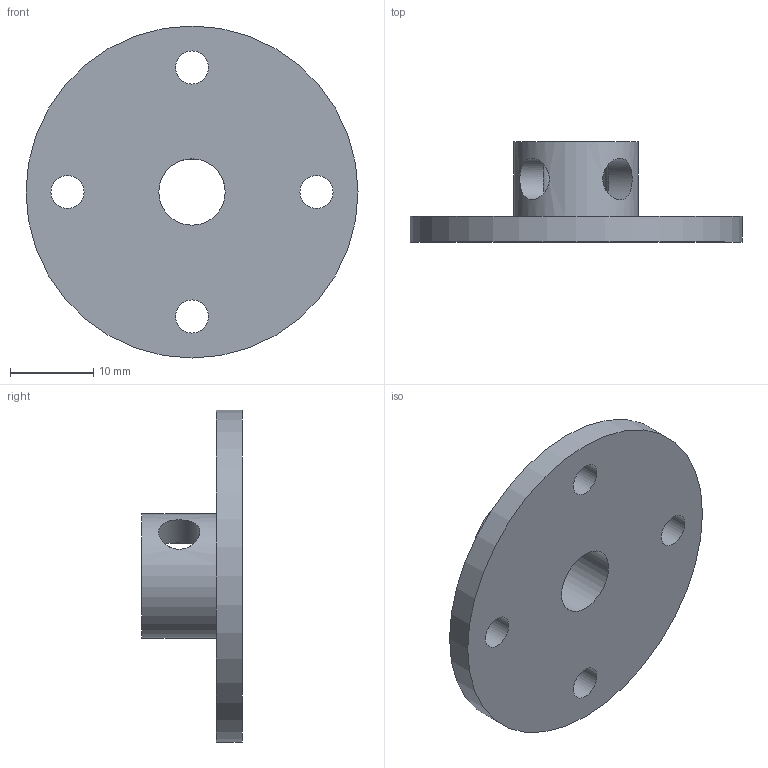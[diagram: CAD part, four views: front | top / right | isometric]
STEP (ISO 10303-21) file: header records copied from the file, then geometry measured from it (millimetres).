
FILE_DESCRIPTION(/* description */ (''),/* implementation_level */ '2;1');
FILE_NAME(/* name */ 'Motor_Hub_40_8.step',/* time_stamp */ '2020-04-03T17:50:25+07:00',/* author */ (''),/* organization */ (''),/* preprocessor_version */ 'ST-DEVELOPER v18',/* originating_system */ 'Autodesk Translation Framework v8.12.0.6',/* authorisation */ '');
FILE_SCHEMA (('AUTOMOTIVE_DESIGN { 1 0 10303 214 3 1 1 }'));
Length unit declared in the file: millimetre
Products named in the file (1): Small Wheel Flange
Bounding box: 40 x 12.1 x 40 mm (x, y, z)
Volume: 4580.6 mm3; surface area: 3621.1 mm2
Topology: 1 solids, 1 shells, 12 faces, 31 edges, 22 vertices
Faces by surface type: cylinder 9, plane 3
Full cylindrical faces by diameter (mm): 4 x4, 5 x2, 8 x1, 15 x1, 40 x1
Entity records: 562 total; most frequent: CARTESIAN_POINT 202, DIRECTION 63, ORIENTED_EDGE 62, EDGE_CURVE 31, EDGE_LOOP 27, AXIS2_PLACEMENT_3D 27, VERTEX_POINT 22, FACE_BOUND 15
